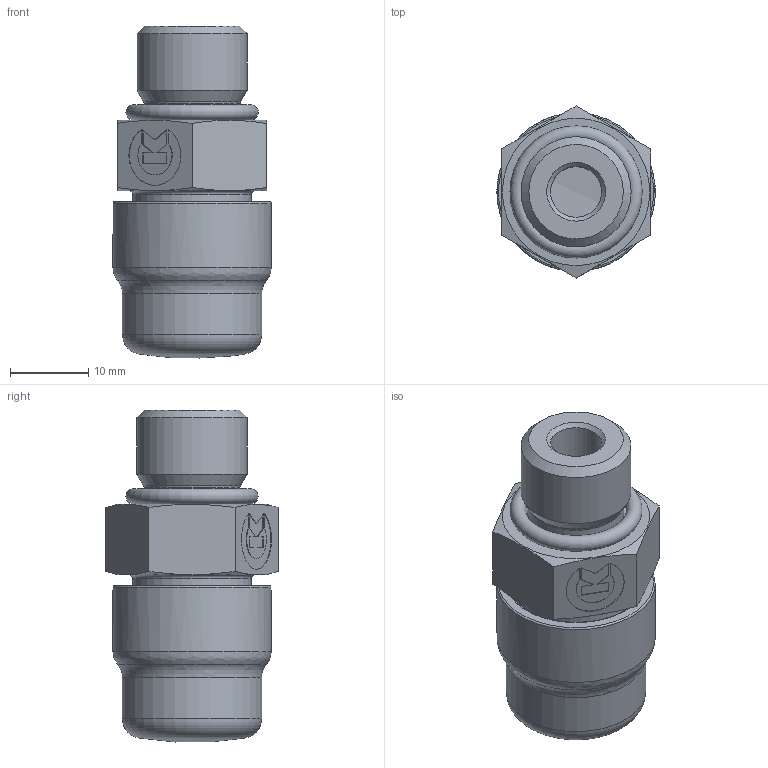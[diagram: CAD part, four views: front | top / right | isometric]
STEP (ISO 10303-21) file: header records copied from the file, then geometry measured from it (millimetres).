
FILE_DESCRIPTION((''),'2;1');
FILE_NAME('200600911.stp','2014-07-21T16:32:45',(''),('KNOMI spol. s r. o.'),'Autodesk Inventor 2012','Autodesk Inventor 2012','');
FILE_SCHEMA(('AUTOMOTIVE_DESIGN { 1 2 10303 214 0 1 1 1 }'));
Length unit declared in the file: millimetre
Products named in the file (5): PHOF -6 9/16-18 / 11/16-16; 200610911; 600925017890; 606119019890; 629116620-3
Assembly tree (4 placements, depth 2):
  PHOF -6 9/16-18 / 11/16-16
    200610911
    600925017890
    606119019890
    629116620-3
Bounding box: 20.18 x 21.94 x 42.34 mm (x, y, z)
Volume: 7797 mm3; surface area: 5962.6 mm2
Topology: 4 solids, 4 shells, 91 faces, 204 edges, 126 vertices
Faces by surface type: plane 43, torus 17, cylinder 15, cone 13, sphere 2, bspline 1
Full cylindrical faces by diameter (mm): 6.5 x1, 7.9 x1, 12.24 x1, 12.6 x1, 14.05 x1, 14.8 x1, 15.1 x1, 17.2 x2, 17.8 x1, 20.2 x1
Entity records: 2643 total; most frequent: CARTESIAN_POINT 522, DIRECTION 402, ORIENTED_EDGE 332, EDGE_CURVE 166, AXIS2_PLACEMENT_3D 157, EDGE_LOOP 135, VERTEX_POINT 121, STYLED_ITEM 95
